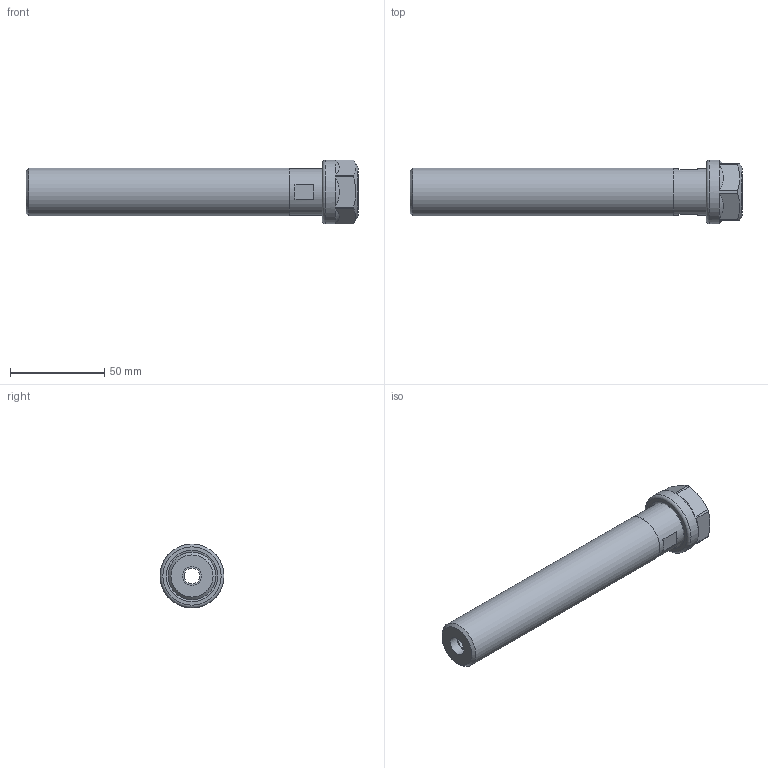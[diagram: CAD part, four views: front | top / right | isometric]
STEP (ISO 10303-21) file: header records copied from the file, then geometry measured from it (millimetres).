
FILE_DESCRIPTION(/* description */ (''),/* implementation_level */ '2;1');
FILE_NAME(/* name */ 'S100-ER20H-0552.stp',/* time_stamp */ '2019-06-17T15:40:10-05:00',/* author */ ('ldfli'),/* organization */ (''),/* preprocessor_version */ 'ST-DEVELOPER v18',/* originating_system */ 'Autodesk Inventor LT',/* authorisation */ '');
FILE_SCHEMA (('AUTOMOTIVE_DESIGN { 1 0 10303 214 3 1 1 }'));
Length unit declared in the file: millimetre
Products named in the file (1): S100-ER20H-0552
Bounding box: 176.5 x 34 x 34 mm (x, y, z)
Volume: 75426.3 mm3; surface area: 24485.3 mm2
Topology: 2 solids, 2 shells, 60 faces, 178 edges, 127 vertices
Faces by surface type: plane 26, cone 12, cylinder 11, torus 11
Full cylindrical faces by diameter (mm): 8.5 x1, 10 x1, 12.751 x1, 14.5 x1, 15.71 x1, 18.708 x1, 23.5 x1, 25 x1, 25.4 x1, 26 x1, 34 x1
Entity records: 2146 total; most frequent: CARTESIAN_POINT 404, DIRECTION 396, ORIENTED_EDGE 356, EDGE_CURVE 178, AXIS2_PLACEMENT_3D 176, VERTEX_POINT 127, CIRCLE 115, EDGE_LOOP 69
